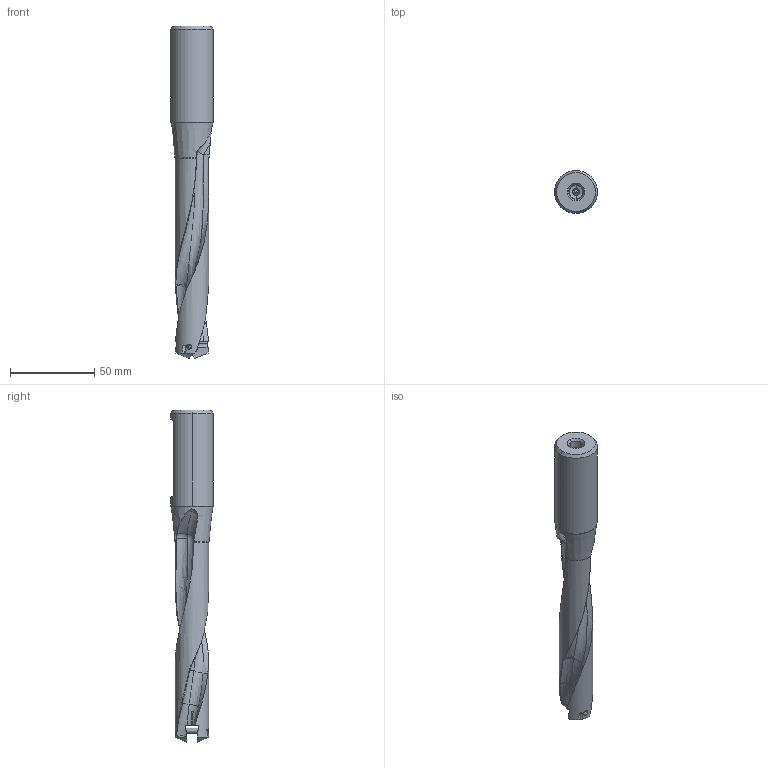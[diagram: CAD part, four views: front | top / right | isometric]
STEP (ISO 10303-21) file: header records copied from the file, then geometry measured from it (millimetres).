
FILE_DESCRIPTION(/* description */ (''),/* implementation_level */ '2;1');
FILE_NAME(/* name */ 'TAWMN0054.stp',/* time_stamp */ '2025-06-11T16:58:52+09:00',/* author */ (''),/* organization */ (''),/* preprocessor_version */ 'ST-DEVELOPER v18.101',/* originating_system */ 'SIEMENS PLM Software NX 2011',/* authorisation */ '');
FILE_SCHEMA (('AUTOMOTIVE_DESIGN { 1 0 10303 214 3 1 1 1 }'));
Length unit declared in the file: millimetre
Products named in the file (1): TAWMN0054_ASM
Bounding box: 25.4 x 25.4 x 197.34 mm (x, y, z)
Volume: 51416.4 mm3; surface area: 18545 mm2
Topology: 2 solids, 2 shells, 145 faces, 466 edges, 316 vertices
Faces by surface type: cylinder 46, bspline 30, sphere 22, cone 22, plane 19, torus 6
Entity records: 10772 total; most frequent: CARTESIAN_POINT 7119, ORIENTED_EDGE 912, DIRECTION 522, EDGE_CURVE 456, VERTEX_POINT 312, B_SPLINE_CURVE_WITH_KNOTS 284, AXIS2_PLACEMENT_3D 223, EDGE_LOOP 150
